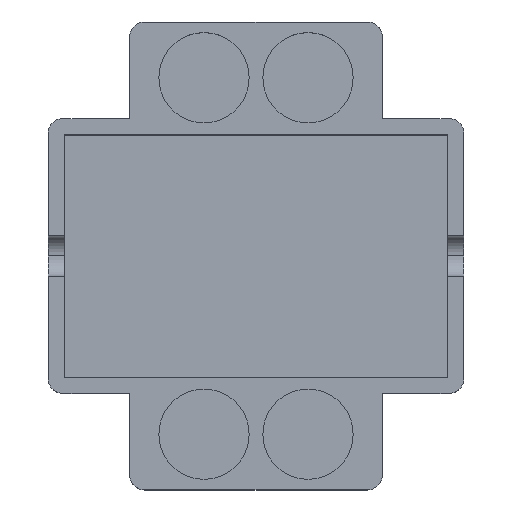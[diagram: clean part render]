
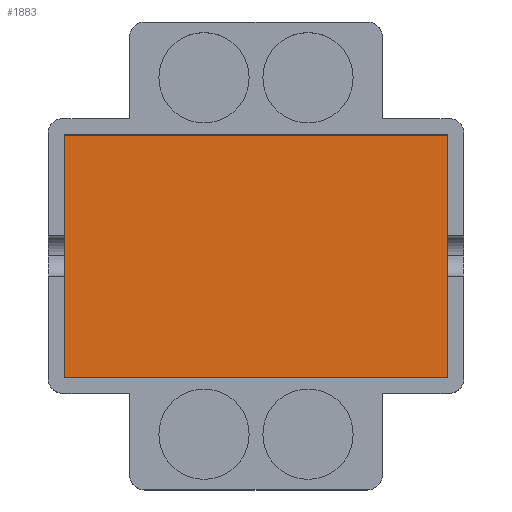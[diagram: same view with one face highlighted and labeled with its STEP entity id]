
A CAD part, top view. The second image highlights one B-rep face of the part: STEP entity #1883.
In plain terms, the highlighted planar face has unit normal (0, 0, 1).
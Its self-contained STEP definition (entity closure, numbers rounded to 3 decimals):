
#56 = ORIENTED_EDGE ( 'NONE', *, *, #1720, .T. ) ;
#255 = CARTESIAN_POINT ( 'NONE',  ( 1.1, 1.1, 1.5 ) ) ;
#358 = LINE ( 'NONE', #1804, #1347 ) ;
#363 = DIRECTION ( 'NONE',  ( -1., 0., 0. ) ) ;
#473 = ORIENTED_EDGE ( 'NONE', *, *, #914, .F. ) ;
#560 = EDGE_CURVE ( 'NONE', #1476, #649, #1016, .T. ) ;
#627 = VECTOR ( 'NONE', #1724, 1000. ) ;
#649 = VERTEX_POINT ( 'NONE', #1865 ) ;
#782 = ORIENTED_EDGE ( 'NONE', *, *, #1847, .T. ) ;
#914 = EDGE_CURVE ( 'NONE', #1866, #1476, #929, .T. ) ;
#929 = LINE ( 'NONE', #1087, #1382 ) ;
#954 = LINE ( 'NONE', #1392, #1680 ) ;
#983 = CARTESIAN_POINT ( 'NONE',  ( 26.9, 17.4, 1.5 ) ) ;
#1016 = LINE ( 'NONE', #983, #627 ) ;
#1069 = DIRECTION ( 'NONE',  ( 0., -1., 0. ) ) ;
#1086 = PLANE ( 'NONE',  #1117 ) ;
#1087 = CARTESIAN_POINT ( 'NONE',  ( 1.1, 17.4, 1.5 ) ) ;
#1100 = CARTESIAN_POINT ( 'NONE',  ( 1.1, 17.4, 1.5 ) ) ;
#1117 = AXIS2_PLACEMENT_3D ( 'NONE', #1671, #1698, #363 ) ;
#1122 = CARTESIAN_POINT ( 'NONE',  ( 26.9, 17.4, 1.5 ) ) ;
#1347 = VECTOR ( 'NONE', #1069, 1000. ) ;
#1382 = VECTOR ( 'NONE', #1672, 1000. ) ;
#1392 = CARTESIAN_POINT ( 'NONE',  ( 1.1, 1.1, 1.5 ) ) ;
#1445 = EDGE_LOOP ( 'NONE', ( #782, #1682, #473, #56 ) ) ;
#1476 = VERTEX_POINT ( 'NONE', #1122 ) ;
#1507 = VERTEX_POINT ( 'NONE', #255 ) ;
#1528 = FACE_OUTER_BOUND ( 'NONE', #1445, .T. ) ;
#1671 = CARTESIAN_POINT ( 'NONE',  ( 0., 0., 1.5 ) ) ;
#1672 = DIRECTION ( 'NONE',  ( 1., 0., 0. ) ) ;
#1680 = VECTOR ( 'NONE', #1694, 1000. ) ;
#1682 = ORIENTED_EDGE ( 'NONE', *, *, #560, .F. ) ;
#1694 = DIRECTION ( 'NONE',  ( 1., 0., 0. ) ) ;
#1698 = DIRECTION ( 'NONE',  ( 0., 0., -1. ) ) ;
#1720 = EDGE_CURVE ( 'NONE', #1866, #1507, #358, .T. ) ;
#1724 = DIRECTION ( 'NONE',  ( 0., -1., 0. ) ) ;
#1804 = CARTESIAN_POINT ( 'NONE',  ( 1.1, 17.4, 1.5 ) ) ;
#1847 = EDGE_CURVE ( 'NONE', #1507, #649, #954, .T. ) ;
#1865 = CARTESIAN_POINT ( 'NONE',  ( 26.9, 1.1, 1.5 ) ) ;
#1866 = VERTEX_POINT ( 'NONE', #1100 ) ;
#1883 = ADVANCED_FACE ( 'NONE', ( #1528 ), #1086, .F. ) ;
